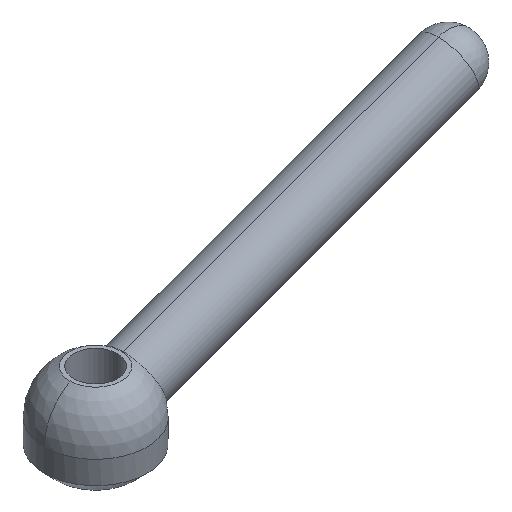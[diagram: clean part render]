
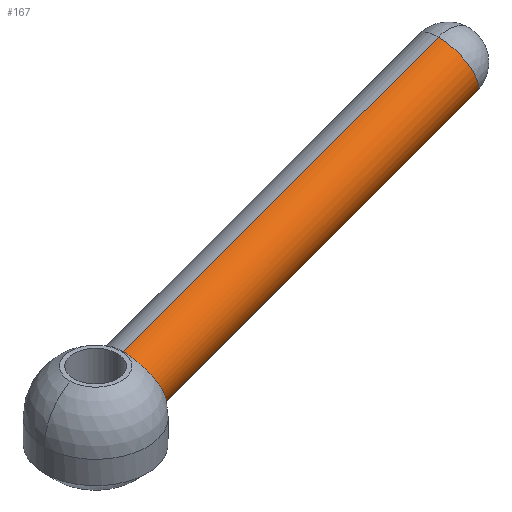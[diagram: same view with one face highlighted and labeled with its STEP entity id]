
A CAD part, isometric view. The second image highlights one B-rep face of the part: STEP entity #167.
In plain terms, the highlighted cylindrical face has radius 4.5 mm (diameter 9 mm), a partial arc.
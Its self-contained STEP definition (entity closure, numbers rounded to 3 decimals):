
#97=VERTEX_POINT('',#255);
#103=VERTEX_POINT('',#261);
#109=EDGE_CURVE('',#97,#103,#269,.T.);
#123=VERTEX_POINT('',#284);
#125=VERTEX_POINT('',#286);
#131=EDGE_CURVE('',#125,#235,#294,.T.);
#165=EDGE_CURVE('',#103,#125,#330,.T.);
#167=ADVANCED_FACE('',(#332),#333,.T.);
#227=EDGE_CURVE('',#123,#97,#403,.T.);
#233=EDGE_CURVE('',#235,#123,#409,.T.);
#235=VERTEX_POINT('',#411);
#255=CARTESIAN_POINT('',(4.272,0.,12.336));
#261=CARTESIAN_POINT('',(53.433,0.,30.229));
#269=LINE('',#440,#441);
#284=CARTESIAN_POINT('',(7.206,-3.475,5.572));
#286=CARTESIAN_POINT('',(56.511,0.,21.771));
#294=LINE('',#471,#472);
#330=CIRCLE('',#592,4.5);
#332=FACE_OUTER_BOUND('',#594,.T.);
#333=CYLINDRICAL_SURFACE('',#595,4.5);
#403=B_SPLINE_CURVE_WITH_KNOTS('',3,(#681,#682,#683,#684,#685,#686,#687,#688,#689,#690,#691,#692,#693,#694,#695,#696,#697,#698,#699,#700,#701,#702,#703,#704,#705,#706,#707,#708,#709,#710,#711,#712,#713,#714,#715,#716,#717,#718,#719,#720,#721,#722,#723,#724,#725,#726,#727,#728,#729,#730,#731),.UNSPECIFIED.,.F.,.F.,(4,2,2,2,2,2,2,2,2,2,2,2,3,2,2,2,2,2,2,2,2,2,2,2,4),(17.394,17.812,18.661,19.51,20.359,21.208,22.057,22.907,23.756,24.603,25.451,26.298,27.146,27.993,28.841,29.688,30.536,31.385,32.234,33.083,33.932,34.781,35.631,36.48,36.898),.UNSPECIFIED.);
#409=B_SPLINE_CURVE_WITH_KNOTS('',3,(#739,#740,#741,#742,#743,#744,#745,#746,#747,#748,#749,#750,#751,#752,#753,#754,#755,#756,#757,#758,#759,#760),.UNSPECIFIED.,.F.,.F.,(4,2,2,2,2,2,2,2,2,2,4),(5.764,6.194,7.044,7.894,8.744,9.594,10.455,11.316,12.177,13.037,13.426),.UNSPECIFIED.);
#411=CARTESIAN_POINT('',(8.,0.,4.115));
#440=CARTESIAN_POINT('',(28.716,0.,21.233));
#441=VECTOR('',#779,1.0);
#471=CARTESIAN_POINT('',(31.795,0.,12.775));
#472=VECTOR('',#807,1.0);
#592=AXIS2_PLACEMENT_3D('',#840,#841,#842);
#594=EDGE_LOOP('',(#844,#845,#846,#847,#848));
#595=AXIS2_PLACEMENT_3D('',#849,#850,#851);
#681=CARTESIAN_POINT('',(7.206,-3.475,5.572));
#682=CARTESIAN_POINT('',(7.162,-3.566,5.674));
#683=CARTESIAN_POINT('',(7.116,-3.653,5.78));
#684=CARTESIAN_POINT('',(6.97,-3.899,6.118));
#685=CARTESIAN_POINT('',(6.865,-4.042,6.362));
#686=CARTESIAN_POINT('',(6.644,-4.272,6.872));
#687=CARTESIAN_POINT('',(6.529,-4.359,7.138));
#688=CARTESIAN_POINT('',(6.298,-4.473,7.673));
#689=CARTESIAN_POINT('',(6.182,-4.5,7.941));
#690=CARTESIAN_POINT('',(5.957,-4.5,8.461));
#691=CARTESIAN_POINT('',(5.84,-4.473,8.729));
#692=CARTESIAN_POINT('',(5.609,-4.359,9.264));
#693=CARTESIAN_POINT('',(5.493,-4.272,9.529));
#694=CARTESIAN_POINT('',(5.272,-4.042,10.039));
#695=CARTESIAN_POINT('',(5.166,-3.899,10.283));
#696=CARTESIAN_POINT('',(4.969,-3.569,10.735));
#697=CARTESIAN_POINT('',(4.879,-3.381,10.942));
#698=CARTESIAN_POINT('',(4.719,-2.981,11.309));
#699=CARTESIAN_POINT('',(4.645,-2.756,11.481));
#700=CARTESIAN_POINT('',(4.512,-2.264,11.785));
#701=CARTESIAN_POINT('',(4.455,-1.999,11.916));
#702=CARTESIAN_POINT('',(4.363,-1.445,12.127));
#703=CARTESIAN_POINT('',(4.329,-1.156,12.206));
#704=CARTESIAN_POINT('',(4.283,-0.575,12.311));
#705=CARTESIAN_POINT('',(4.272,-0.282,12.336));
#706=CARTESIAN_POINT('',(4.272,0.,12.336));
#707=CARTESIAN_POINT('',(4.272,0.282,12.336));
#708=CARTESIAN_POINT('',(4.283,0.575,12.311));
#709=CARTESIAN_POINT('',(4.329,1.156,12.206));
#710=CARTESIAN_POINT('',(4.363,1.445,12.127));
#711=CARTESIAN_POINT('',(4.455,1.999,11.916));
#712=CARTESIAN_POINT('',(4.512,2.264,11.785));
#713=CARTESIAN_POINT('',(4.645,2.756,11.481));
#714=CARTESIAN_POINT('',(4.719,2.981,11.309));
#715=CARTESIAN_POINT('',(4.879,3.381,10.942));
#716=CARTESIAN_POINT('',(4.969,3.569,10.735));
#717=CARTESIAN_POINT('',(5.166,3.899,10.283));
#718=CARTESIAN_POINT('',(5.272,4.042,10.039));
#719=CARTESIAN_POINT('',(5.493,4.272,9.529));
#720=CARTESIAN_POINT('',(5.609,4.359,9.264));
#721=CARTESIAN_POINT('',(5.84,4.473,8.729));
#722=CARTESIAN_POINT('',(5.957,4.5,8.461));
#723=CARTESIAN_POINT('',(6.182,4.5,7.941));
#724=CARTESIAN_POINT('',(6.298,4.473,7.673));
#725=CARTESIAN_POINT('',(6.529,4.359,7.138));
#726=CARTESIAN_POINT('',(6.644,4.272,6.872));
#727=CARTESIAN_POINT('',(6.865,4.042,6.362));
#728=CARTESIAN_POINT('',(6.97,3.899,6.118));
#729=CARTESIAN_POINT('',(7.116,3.653,5.78));
#730=CARTESIAN_POINT('',(7.162,3.566,5.674));
#731=CARTESIAN_POINT('',(7.206,3.475,5.572));
#739=CARTESIAN_POINT('',(7.206,3.475,5.572));
#740=CARTESIAN_POINT('',(7.251,3.381,5.467));
#741=CARTESIAN_POINT('',(7.296,3.283,5.369));
#742=CARTESIAN_POINT('',(7.427,2.982,5.096));
#743=CARTESIAN_POINT('',(7.515,2.757,4.929));
#744=CARTESIAN_POINT('',(7.677,2.266,4.636));
#745=CARTESIAN_POINT('',(7.751,2.,4.511));
#746=CARTESIAN_POINT('',(7.873,1.447,4.312));
#747=CARTESIAN_POINT('',(7.921,1.158,4.237));
#748=CARTESIAN_POINT('',(7.985,0.576,4.138));
#749=CARTESIAN_POINT('',(8.,0.283,4.115));
#750=CARTESIAN_POINT('',(8.,-0.287,4.115));
#751=CARTESIAN_POINT('',(7.984,-0.583,4.139));
#752=CARTESIAN_POINT('',(7.919,-1.171,4.239));
#753=CARTESIAN_POINT('',(7.87,-1.463,4.316));
#754=CARTESIAN_POINT('',(7.745,-2.023,4.521));
#755=CARTESIAN_POINT('',(7.67,-2.29,4.649));
#756=CARTESIAN_POINT('',(7.504,-2.784,4.948));
#757=CARTESIAN_POINT('',(7.415,-3.011,5.119));
#758=CARTESIAN_POINT('',(7.287,-3.302,5.388));
#759=CARTESIAN_POINT('',(7.247,-3.39,5.477));
#760=CARTESIAN_POINT('',(7.206,-3.475,5.572));
#779=DIRECTION('',(0.94,0.,0.342));
#807=DIRECTION('',(-0.94,0.,-0.342));
#840=CARTESIAN_POINT('',(54.972,0.,26.));
#841=DIRECTION('',(0.94,0.,0.342));
#842=DIRECTION('',(-0.342,0.,0.94));
#844=ORIENTED_EDGE('',*,*,#109,.F.);
#845=ORIENTED_EDGE('',*,*,#227,.F.);
#846=ORIENTED_EDGE('',*,*,#233,.F.);
#847=ORIENTED_EDGE('',*,*,#131,.F.);
#848=ORIENTED_EDGE('',*,*,#165,.F.);
#849=CARTESIAN_POINT('',(30.256,0.,17.004));
#850=DIRECTION('',(-0.94,0.,-0.342));
#851=DIRECTION('',(-0.342,0.,0.94));
